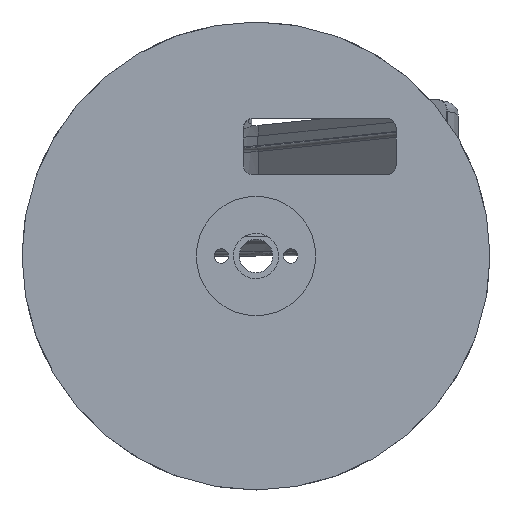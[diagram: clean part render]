
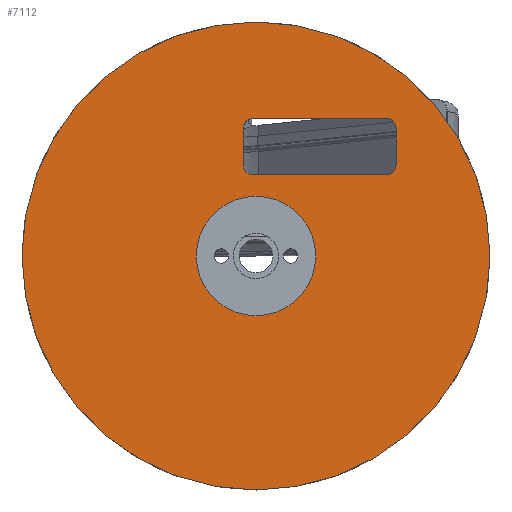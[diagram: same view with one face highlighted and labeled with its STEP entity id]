
A CAD part, front view. The second image highlights one B-rep face of the part: STEP entity #7112.
In plain terms, the highlighted planar face has unit normal (0, -1, 0).
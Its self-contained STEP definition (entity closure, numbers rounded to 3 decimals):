
#926=FACE_BOUND('',#1737,.T.);
#927=FACE_BOUND('',#1738,.T.);
#972=PLANE('',#7385);
#1343=FACE_OUTER_BOUND('',#1736,.T.);
#1736=EDGE_LOOP('',(#6605));
#1737=EDGE_LOOP('',(#6606,#6607,#6608,#6609,#6610,#6611,#6612,#6613));
#1738=EDGE_LOOP('',(#6614));
#1828=LINE('',#10485,#2266);
#1833=LINE('',#10539,#2271);
#1834=LINE('',#10542,#2272);
#1839=LINE('',#10629,#2277);
#2266=VECTOR('',#7638,10.);
#2271=VECTOR('',#7651,10.);
#2272=VECTOR('',#7654,10.);
#2277=VECTOR('',#7673,10.);
#2684=CIRCLE('',#7234,49.);
#2686=CIRCLE('',#7240,2.);
#2687=CIRCLE('',#7243,2.);
#2691=CIRCLE('',#7250,2.);
#2692=CIRCLE('',#7252,2.);
#2723=CIRCLE('',#7386,12.5);
#3058=VERTEX_POINT('',#10393);
#3074=VERTEX_POINT('',#10467);
#3075=VERTEX_POINT('',#10469);
#3077=VERTEX_POINT('',#10484);
#3080=VERTEX_POINT('',#10508);
#3085=VERTEX_POINT('',#10537);
#3086=VERTEX_POINT('',#10541);
#3092=VERTEX_POINT('',#10566);
#3093=VERTEX_POINT('',#10607);
#3438=VERTEX_POINT('',#15095);
#3809=EDGE_CURVE('',#3058,#3058,#2684,.F.);
#3826=EDGE_CURVE('',#3074,#3075,#2686,.T.);
#3829=EDGE_CURVE('',#3077,#3075,#1828,.T.);
#3833=EDGE_CURVE('',#3077,#3080,#2687,.T.);
#3840=EDGE_CURVE('',#3074,#3085,#1833,.T.);
#3841=EDGE_CURVE('',#3086,#3080,#1834,.T.);
#3848=EDGE_CURVE('',#3092,#3085,#2691,.T.);
#3850=EDGE_CURVE('',#3086,#3093,#2692,.T.);
#3854=EDGE_CURVE('',#3092,#3093,#1839,.T.);
#4513=EDGE_CURVE('',#3438,#3438,#2723,.T.);
#6605=ORIENTED_EDGE('',*,*,#3809,.F.);
#6606=ORIENTED_EDGE('',*,*,#3840,.T.);
#6607=ORIENTED_EDGE('',*,*,#3848,.F.);
#6608=ORIENTED_EDGE('',*,*,#3854,.T.);
#6609=ORIENTED_EDGE('',*,*,#3850,.F.);
#6610=ORIENTED_EDGE('',*,*,#3841,.T.);
#6611=ORIENTED_EDGE('',*,*,#3833,.F.);
#6612=ORIENTED_EDGE('',*,*,#3829,.T.);
#6613=ORIENTED_EDGE('',*,*,#3826,.F.);
#6614=ORIENTED_EDGE('',*,*,#4513,.T.);
#7112=ADVANCED_FACE('',(#1343,#926,#927),#972,.F.);
#7234=AXIS2_PLACEMENT_3D('',#10394,#7612,#7613);
#7240=AXIS2_PLACEMENT_3D('',#10470,#7633,#7634);
#7243=AXIS2_PLACEMENT_3D('',#10509,#7642,#7643);
#7250=AXIS2_PLACEMENT_3D('',#10568,#7664,#7665);
#7252=AXIS2_PLACEMENT_3D('',#10608,#7668,#7669);
#7385=AXIS2_PLACEMENT_3D('',#15094,#8270,#8271);
#7386=AXIS2_PLACEMENT_3D('',#15096,#8272,#8273);
#7612=DIRECTION('center_axis',(0.,-1.,0.));
#7613=DIRECTION('ref_axis',(-1.,0.,-0.001));
#7633=DIRECTION('center_axis',(0.,-1.,0.));
#7634=DIRECTION('ref_axis',(-0.707,0.,0.707));
#7638=DIRECTION('',(0.,0.,1.));
#7642=DIRECTION('center_axis',(0.,-1.,0.));
#7643=DIRECTION('ref_axis',(-0.707,0.,-0.707));
#7651=DIRECTION('',(1.,0.,0.));
#7654=DIRECTION('',(-1.,0.,0.));
#7664=DIRECTION('center_axis',(0.,-1.,0.));
#7665=DIRECTION('ref_axis',(0.707,0.,0.707));
#7668=DIRECTION('center_axis',(0.,-1.,0.));
#7669=DIRECTION('ref_axis',(0.707,0.,-0.707));
#7673=DIRECTION('',(0.,0.,-1.));
#8270=DIRECTION('center_axis',(0.,1.,0.));
#8271=DIRECTION('ref_axis',(1.,0.,0.001));
#8272=DIRECTION('center_axis',(0.,1.,0.));
#8273=DIRECTION('ref_axis',(1.,0.,0.));
#10393=CARTESIAN_POINT('',(89.779,93.108,92.904));
#10394=CARTESIAN_POINT('Origin',(40.779,93.108,92.88));
#10467=CARTESIAN_POINT('',(40.115,93.108,121.704));
#10469=CARTESIAN_POINT('',(38.115,93.108,119.704));
#10470=CARTESIAN_POINT('Origin',(40.115,93.108,119.704));
#10484=CARTESIAN_POINT('',(38.115,93.108,111.886));
#10485=CARTESIAN_POINT('',(38.115,93.108,104.587));
#10508=CARTESIAN_POINT('',(40.115,93.108,109.886));
#10509=CARTESIAN_POINT('Origin',(40.115,93.108,111.886));
#10537=CARTESIAN_POINT('',(68.115,93.108,121.704));
#10539=CARTESIAN_POINT('',(51.697,93.108,121.704));
#10541=CARTESIAN_POINT('',(68.115,93.108,109.886));
#10542=CARTESIAN_POINT('',(51.697,93.108,109.886));
#10566=CARTESIAN_POINT('',(70.115,93.108,119.704));
#10568=CARTESIAN_POINT('Origin',(68.115,93.108,119.704));
#10607=CARTESIAN_POINT('',(70.115,93.108,111.886));
#10608=CARTESIAN_POINT('Origin',(68.115,93.108,111.886));
#10629=CARTESIAN_POINT('',(70.115,93.108,104.587));
#15094=CARTESIAN_POINT('Origin',(40.779,93.108,92.88));
#15095=CARTESIAN_POINT('',(28.279,93.108,92.88));
#15096=CARTESIAN_POINT('Origin',(40.779,93.108,92.88));
